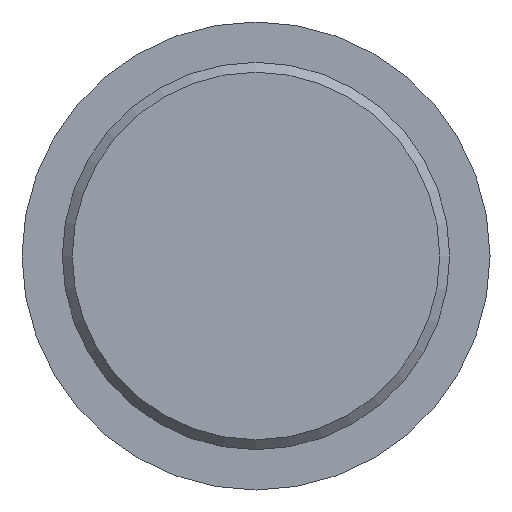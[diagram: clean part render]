
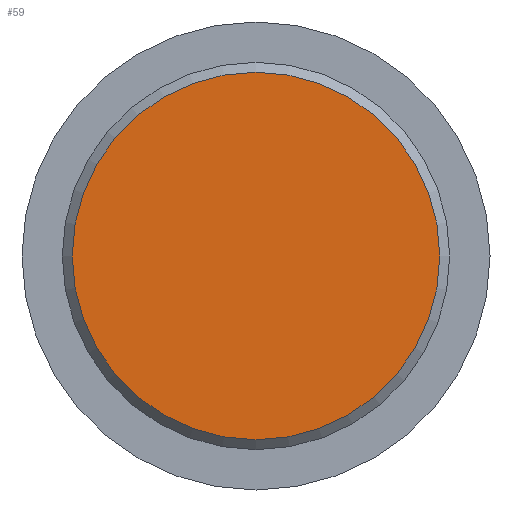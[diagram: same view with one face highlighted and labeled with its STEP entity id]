
A CAD part, front view. The second image highlights one B-rep face of the part: STEP entity #59.
In plain terms, the highlighted planar face has unit normal (0, -1, 0).
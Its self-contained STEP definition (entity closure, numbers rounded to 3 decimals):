
#59 = ADVANCED_FACE( '', ( #126 ), #127, .F. );
#126 = FACE_OUTER_BOUND( '', #203, .T. );
#127 = PLANE( '', #204 );
#203 = EDGE_LOOP( '', ( #309 ) );
#204 = AXIS2_PLACEMENT_3D( '', #310, #311, #312 );
#309 = ORIENTED_EDGE( '', *, *, #440, .T. );
#310 = CARTESIAN_POINT( '', ( 11.387, -14., 0. ) );
#311 = DIRECTION( '', ( 0., 1., 0. ) );
#312 = DIRECTION( '', ( 0., 0., 1. ) );
#440 = EDGE_CURVE( '', #515, #515, #516, .T. );
#515 = VERTEX_POINT( '', #653 );
#516 = CIRCLE( '', #654, 11.387 );
#653 = CARTESIAN_POINT( '', ( 0., -14., -11.387 ) );
#654 = AXIS2_PLACEMENT_3D( '', #748, #749, #750 );
#748 = CARTESIAN_POINT( '', ( 0., -14., 0. ) );
#749 = DIRECTION( '', ( 0., -1., 0. ) );
#750 = DIRECTION( '', ( 0., 0., -1. ) );
